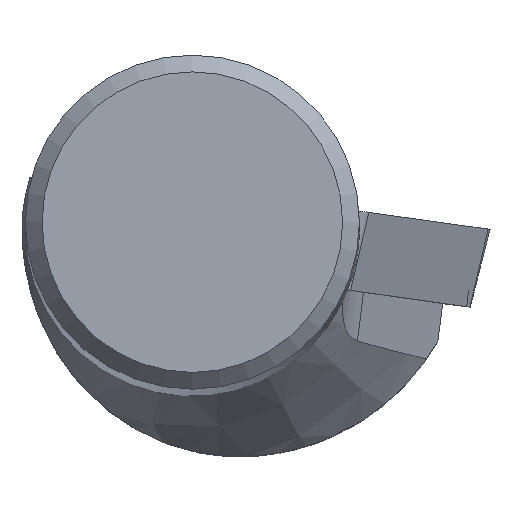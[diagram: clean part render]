
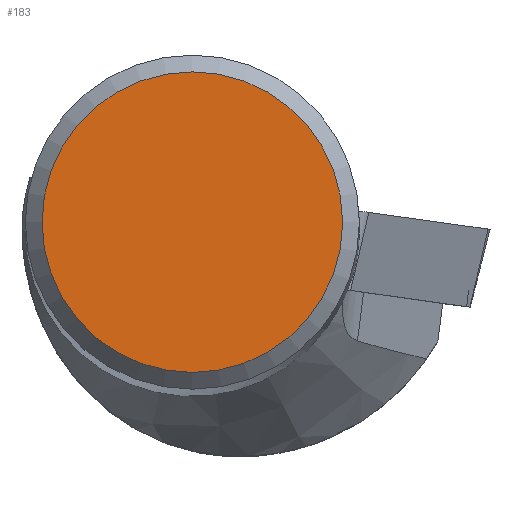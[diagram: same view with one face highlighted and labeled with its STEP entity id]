
A CAD part, top view. The second image highlights one B-rep face of the part: STEP entity #183.
In plain terms, the highlighted planar face has unit normal (0, 0, 1).
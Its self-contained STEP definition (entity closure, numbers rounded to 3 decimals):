
#145=FACE_OUTER_BOUND('',#353,.T.);
#183=ADVANCED_FACE('',(#145),#210,.T.);
#210=PLANE('',#907);
#353=EDGE_LOOP('',(#501));
#501=ORIENTED_EDGE('',*,*,#716,.F.);
#629=VERTEX_POINT('',#1532);
#716=EDGE_CURVE('',#629,#629,#758,.T.);
#758=CIRCLE('',#906,4.494);
#906=AXIS2_PLACEMENT_3D('',#1531,#1088,#1089);
#907=AXIS2_PLACEMENT_3D('',#1533,#1090,#1091);
#1088=DIRECTION('',(0.,0.,-1.));
#1089=DIRECTION('',(-1.,0.,0.));
#1090=DIRECTION('',(0.,0.,1.));
#1091=DIRECTION('',(-1.,0.,0.));
#1531=CARTESIAN_POINT('',(0.,0.,0.));
#1532=CARTESIAN_POINT('',(-4.494,0.,0.));
#1533=CARTESIAN_POINT('',(0.,0.,0.));
